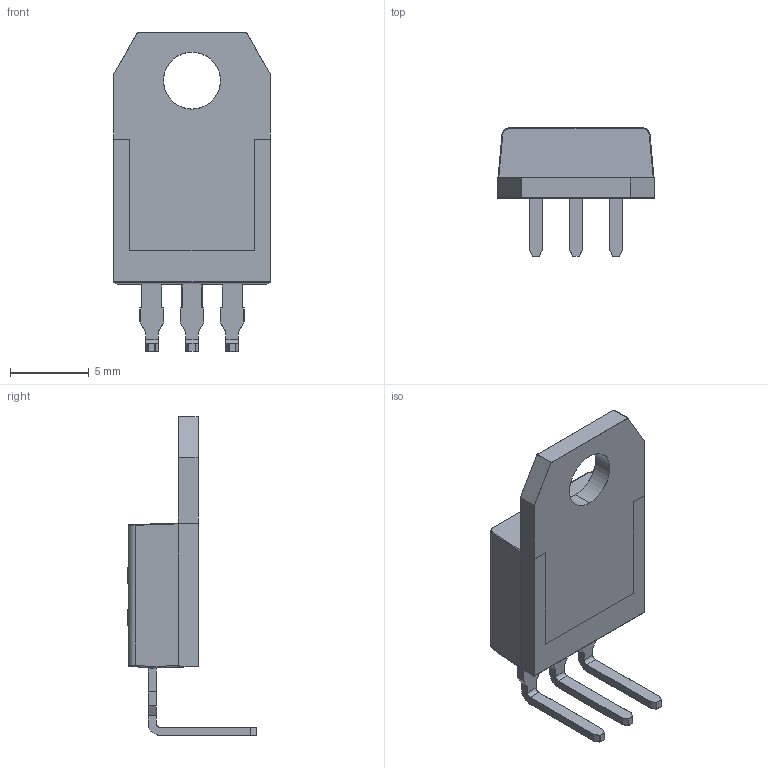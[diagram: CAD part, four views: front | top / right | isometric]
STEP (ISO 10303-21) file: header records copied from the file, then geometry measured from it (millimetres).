
FILE_DESCRIPTION (( 'STEP AP214' ), '1' );
FILE_NAME ('A2E61AB3-284B-4C36-AE1E-03D28DBDD0A6.STEP', '2022-12-14T05:52:51', ( '' ), ( '' ), 'SwSTEP 2.0', 'SolidWorks 2022', '' );
FILE_SCHEMA (( 'AUTOMOTIVE_DESIGN' ));
Length unit declared in the file: millimetre
Products named in the file (1): A2E61AB3-284B-4C36-AE1E-03D28DBDD0A6
Bounding box: 9.9 x 8.13 x 20.21 mm (x, y, z)
Volume: 473.6 mm3; surface area: 735.6 mm2
Topology: 2 solids, 2 shells, 628 faces, 1546 edges, 893 vertices
Faces by surface type: plane 226, cylinder 187, bspline 104, sphere 71, torus 40
Entity records: 29799 total; most frequent: CARTESIAN_POINT 8996, ORIENTED_EDGE 2976, DIRECTION 2714, EDGE_CURVE 1488, AXIS2_PLACEMENT_3D 927, VERTEX_POINT 893, LINE 860, VECTOR 860
